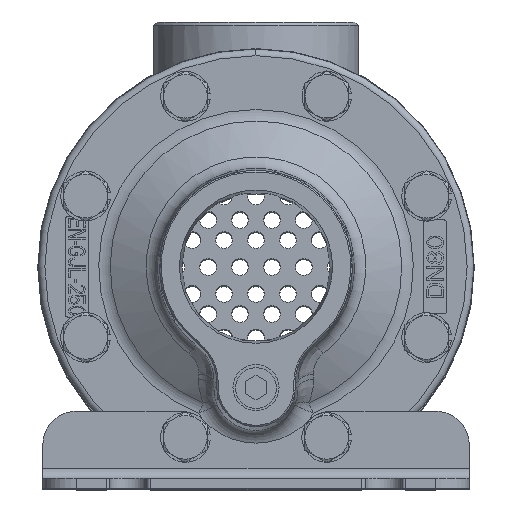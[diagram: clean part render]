
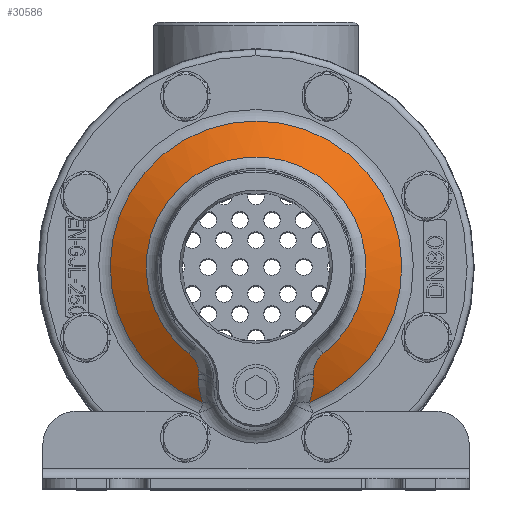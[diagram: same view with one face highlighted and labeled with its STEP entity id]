
A CAD part, top view. The second image highlights one B-rep face of the part: STEP entity #30586.
In plain terms, the highlighted spherical face has radius 76 mm.
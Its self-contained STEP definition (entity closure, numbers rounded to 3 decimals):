
#23171=CARTESIAN_POINT('',(0.,0.,1.076));
#23172=DIRECTION('',(0.,0.,1.));
#23173=DIRECTION('',(0.363,-0.932,0.));
#23174=AXIS2_PLACEMENT_3D('',#23171,#23172,#23173);
#23186=CARTESIAN_POINT('',(-19.937,-25.952,
7.293));
#23187=CARTESIAN_POINT('',(-19.708,-26.128,
7.293));
#23188=CARTESIAN_POINT('',(-19.313,-26.475,
7.273));
#23189=CARTESIAN_POINT('',(-18.895,-26.916,
7.217));
#23190=CARTESIAN_POINT('',(-18.562,-27.324,
7.146));
#23191=CARTESIAN_POINT('',(-18.273,-27.731,
7.061));
#23192=CARTESIAN_POINT('',(-17.989,-28.195,
6.946));
#23193=CARTESIAN_POINT('',(-17.734,-28.697,
6.804));
#23194=CARTESIAN_POINT('',(-17.523,-29.201,
6.643));
#23195=CARTESIAN_POINT('',(-17.353,-29.711,
6.466));
#23196=CARTESIAN_POINT('',(-17.22,-30.235,
6.268));
#23197=CARTESIAN_POINT('',(-17.123,-30.78,
6.046));
#23198=CARTESIAN_POINT('',(-17.066,-31.353,
5.796));
#23199=CARTESIAN_POINT('',(-17.058,-31.762,
5.605));
#23200=CARTESIAN_POINT('',(-17.064,-31.972,
5.503));
#23202=CARTESIAN_POINT('',(-20.508,0.,-60.225));
#23203=DIRECTION('',(0.999,0.,-0.052));
#23204=DIRECTION('',(0.047,-0.437,0.898));
#23205=AXIS2_PLACEMENT_3D('',#23202,#23203,#23204);
#23207=CARTESIAN_POINT('',(-17.1,-33.366,
4.808));
#23208=CARTESIAN_POINT('',(-17.122,-34.188,
4.388));
#23209=CARTESIAN_POINT('',(-17.048,-35.814,
3.548));
#23210=CARTESIAN_POINT('',(-16.602,-38.185,
2.298));
#23211=CARTESIAN_POINT('',(-16.089,-39.707,
1.48));
#23212=CARTESIAN_POINT('',(-15.778,-40.452,
1.076));
#23214=CARTESIAN_POINT('',(15.778,-40.452,
1.076));
#23215=CARTESIAN_POINT('',(16.088,-39.708,
1.479));
#23216=CARTESIAN_POINT('',(16.602,-38.187,
2.297));
#23217=CARTESIAN_POINT('',(17.048,-35.816,
3.547));
#23218=CARTESIAN_POINT('',(17.122,-34.189,
4.387));
#23219=CARTESIAN_POINT('',(17.1,-33.366,
4.808));
#23221=CARTESIAN_POINT('',(20.508,0.,-60.225));
#23222=DIRECTION('',(-0.999,0.,-0.052));
#23223=DIRECTION('',(-0.047,-0.456,0.889));
#23224=AXIS2_PLACEMENT_3D('',#23221,#23222,#23223);
#23226=CARTESIAN_POINT('',(17.064,-31.972,
5.503));
#23227=CARTESIAN_POINT('',(17.058,-31.76,
5.605));
#23228=CARTESIAN_POINT('',(17.066,-31.349,
5.798));
#23229=CARTESIAN_POINT('',(17.124,-30.774,
6.049));
#23230=CARTESIAN_POINT('',(17.221,-30.227,
6.271));
#23231=CARTESIAN_POINT('',(17.355,-29.705,
6.468));
#23232=CARTESIAN_POINT('',(17.525,-29.197,
6.645));
#23233=CARTESIAN_POINT('',(17.734,-28.697,
6.804));
#23234=CARTESIAN_POINT('',(17.988,-28.198,
6.945));
#23235=CARTESIAN_POINT('',(18.269,-27.737,
7.059));
#23236=CARTESIAN_POINT('',(18.561,-27.325,
7.146));
#23237=CARTESIAN_POINT('',(18.9,-26.911,
7.218));
#23238=CARTESIAN_POINT('',(19.321,-26.467,
7.274));
#23239=CARTESIAN_POINT('',(19.712,-26.125,
7.293));
#23240=CARTESIAN_POINT('',(19.937,-25.952,
7.293));
#23242=CARTESIAN_POINT('',(0.,0.,7.293));
#23243=DIRECTION('',(0.,0.,1.));
#23244=DIRECTION('',(0.609,-0.793,0.));
#23245=AXIS2_PLACEMENT_3D('',#23242,#23243,#23244);
#28574=VERTEX_POINT('',#23186);
#28575=VERTEX_POINT('',#23200);
#28578=CARTESIAN_POINT('',(-17.1,-33.366,
4.808));
#28579=VERTEX_POINT('',#28578);
#28582=VERTEX_POINT('',#23212);
#28590=CARTESIAN_POINT('',(15.778,-40.452,
1.076));
#28591=VERTEX_POINT('',#28590);
#28592=VERTEX_POINT('',#23219);
#28594=CARTESIAN_POINT('',(17.064,-31.972,
5.503));
#28595=VERTEX_POINT('',#28594);
#28598=VERTEX_POINT('',#23240);
#30565=CARTESIAN_POINT('',(0.,0.,-61.3));
#30566=DIRECTION('',(0.,0.,1.));
#30567=DIRECTION('',(0.,1.,0.));
#30568=AXIS2_PLACEMENT_3D('',#30565,#30566,#30567);
#30569=SPHERICAL_SURFACE('',#30568,76.);
#30571=ORIENTED_EDGE('',*,*,#30570,.T.);
#30573=ORIENTED_EDGE('',*,*,#30572,.T.);
#30575=ORIENTED_EDGE('',*,*,#30574,.T.);
#30576=ORIENTED_EDGE('',*,*,#30513,.F.);
#30577=ORIENTED_EDGE('',*,*,#30555,.T.);
#30579=ORIENTED_EDGE('',*,*,#30578,.T.);
#30581=ORIENTED_EDGE('',*,*,#30580,.T.);
#30583=ORIENTED_EDGE('',*,*,#30582,.T.);
#30584=EDGE_LOOP('',(#30571,#30573,#30575,#30576,#30577,#30579,#30581,#30583));
#30585=FACE_OUTER_BOUND('',#30584,.F.);
#30586=ADVANCED_FACE('',(#30585),#30569,.T.);
#23175=CIRCLE('',#23174,43.42);
#23201=B_SPLINE_CURVE_WITH_KNOTS('',3,(#23186,#23187,#23188,#23189,#23190,
#23191,#23192,#23193,#23194,#23195,#23196,#23197,#23198,#23199,#23200),
.UNSPECIFIED.,.F.,.F.,(4,1,1,1,1,1,1,1,1,1,1,1,4),(0.,0.083,
0.167,0.25,0.333,0.417,0.5,
0.583,0.667,0.75,0.833,0.917,
1.),.UNSPECIFIED.);
#23206=CIRCLE('',#23205,73.173);
#23213=B_SPLINE_CURVE_WITH_KNOTS('',3,(#23207,#23208,#23209,#23210,#23211,
#23212),.UNSPECIFIED.,.F.,.F.,(4,1,1,4),(0.,0.333,
0.667,1.),.UNSPECIFIED.);
#23220=B_SPLINE_CURVE_WITH_KNOTS('',3,(#23214,#23215,#23216,#23217,#23218,
#23219),.UNSPECIFIED.,.F.,.F.,(4,1,1,4),(0.,0.333,
0.667,1.),.UNSPECIFIED.);
#23225=CIRCLE('',#23224,73.173);
#23241=B_SPLINE_CURVE_WITH_KNOTS('',3,(#23226,#23227,#23228,#23229,#23230,
#23231,#23232,#23233,#23234,#23235,#23236,#23237,#23238,#23239,#23240),
.UNSPECIFIED.,.F.,.F.,(4,1,1,1,1,1,1,1,1,1,1,1,4),(0.,0.083,
0.167,0.25,0.333,0.417,0.5,
0.583,0.667,0.75,0.833,0.917,
1.),.UNSPECIFIED.);
#23246=CIRCLE('',#23245,32.726);
#30513=EDGE_CURVE('',#28591,#28582,#23175,.T.);
#30555=EDGE_CURVE('',#28591,#28592,#23220,.T.);
#30570=EDGE_CURVE('',#28574,#28575,#23201,.T.);
#30572=EDGE_CURVE('',#28575,#28579,#23206,.T.);
#30574=EDGE_CURVE('',#28579,#28582,#23213,.T.);
#30578=EDGE_CURVE('',#28592,#28595,#23225,.T.);
#30580=EDGE_CURVE('',#28595,#28598,#23241,.T.);
#30582=EDGE_CURVE('',#28598,#28574,#23246,.T.);
